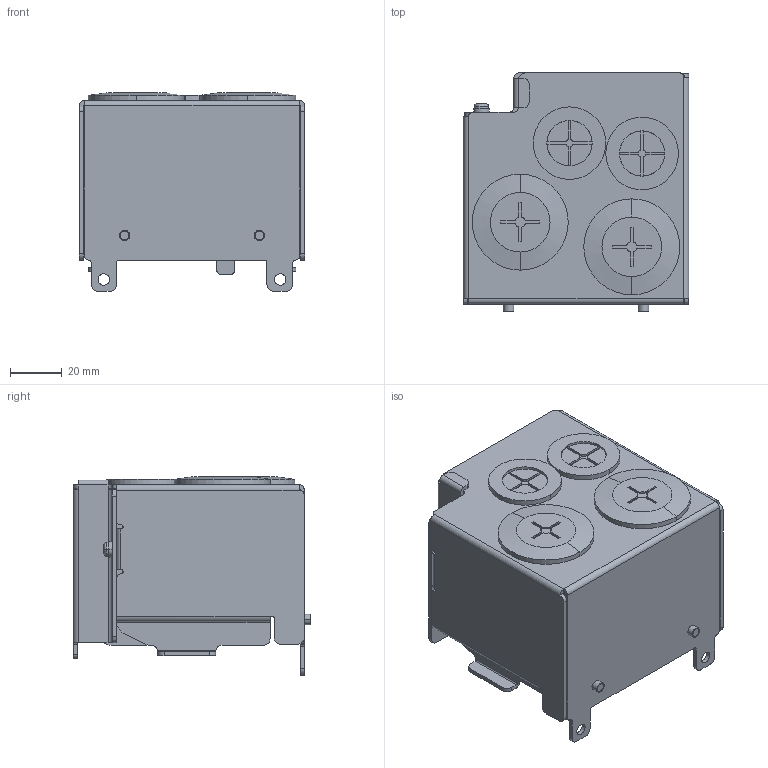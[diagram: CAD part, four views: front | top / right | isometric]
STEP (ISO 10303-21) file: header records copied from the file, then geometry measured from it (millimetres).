
FILE_DESCRIPTION (( 'STEP AP203' ), '1' );
FILE_NAME ('GS20A- NIC.STEP', '2020-03-10T19:43:50', ( '' ), ( '' ), 'SwSTEP 2.0', 'SolidWorks 2017', '' );
FILE_SCHEMA (( 'CONFIG_CONTROL_DESIGN' ));
Length unit declared in the file: inch
Products named in the file (1): GS20A- NIC
Bounding box: 87 x 91.8 x 76.5 mm (x, y, z)
Volume: 56318.5 mm3; surface area: 72024.4 mm2
Topology: 14 solids, 14 shells, 506 faces, 1278 edges, 830 vertices
Faces by surface type: plane 243, cylinder 204, cone 44, bspline 9, torus 4, sphere 2
Entity records: 15917 total; most frequent: CARTESIAN_POINT 3282, DIRECTION 2732, ORIENTED_EDGE 2556, EDGE_CURVE 1278, AXIS2_PLACEMENT_3D 1010, VERTEX_POINT 830, VECTOR 712, LINE 712
